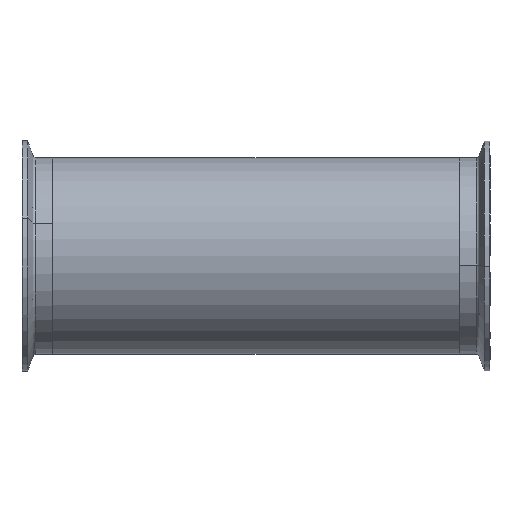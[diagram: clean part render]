
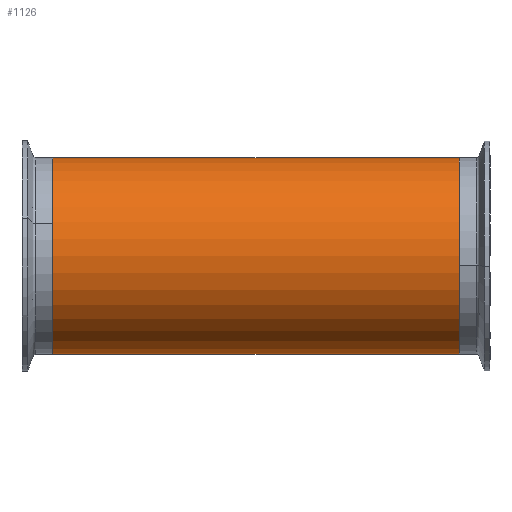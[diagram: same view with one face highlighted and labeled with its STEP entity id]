
A CAD part, front view. The second image highlights one B-rep face of the part: STEP entity #1126.
In plain terms, the highlighted cylindrical face has radius 50.8 mm (diameter 101.6 mm), a partial arc.
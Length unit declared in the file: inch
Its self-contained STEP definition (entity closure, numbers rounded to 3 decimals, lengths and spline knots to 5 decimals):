
#22 = CIRCLE ( 'NONE', #2159, 2. ) ;
#25 = DIRECTION ( 'NONE',  ( 0., 0., 1. ) ) ;
#49 = CARTESIAN_POINT ( 'NONE',  ( 4.12598, 0., 0. ) ) ;
#88 = AXIS2_PLACEMENT_3D ( 'NONE', #49, #1283, #25 ) ;
#233 = AXIS2_PLACEMENT_3D ( 'NONE', #2751, #2999, #1737 ) ;
#318 = CARTESIAN_POINT ( 'NONE',  ( -4.12598, 0., 0. ) ) ;
#484 = EDGE_CURVE ( 'NONE', #2270, #1909, #2533, .T. ) ;
#670 = VERTEX_POINT ( 'NONE', #2127 ) ;
#681 = LINE ( 'NONE', #1585, #2927 ) ;
#713 = ORIENTED_EDGE ( 'NONE', *, *, #484, .F. ) ;
#880 = ORIENTED_EDGE ( 'NONE', *, *, #1049, .T. ) ;
#1049 = EDGE_CURVE ( 'NONE', #2270, #1182, #681, .T. ) ;
#1068 = CARTESIAN_POINT ( 'NONE',  ( -4.12598, 0., 2. ) ) ;
#1126 = ADVANCED_FACE ( 'NONE', ( #2275 ), #1346, .T. ) ;
#1182 = VERTEX_POINT ( 'NONE', #1068 ) ;
#1281 = DIRECTION ( 'NONE',  ( 0., 0., -1. ) ) ;
#1283 = DIRECTION ( 'NONE',  ( -1., 0., 0. ) ) ;
#1346 = CYLINDRICAL_SURFACE ( 'NONE', #88, 2. ) ;
#1585 = CARTESIAN_POINT ( 'NONE',  ( 4.12598, 0., 2. ) ) ;
#1591 = EDGE_CURVE ( 'NONE', #1182, #670, #22, .T. ) ;
#1737 = DIRECTION ( 'NONE',  ( 0., 0., -1. ) ) ;
#1881 = DIRECTION ( 'NONE',  ( -1., 0., 0. ) ) ;
#1899 = ORIENTED_EDGE ( 'NONE', *, *, #3146, .F. ) ;
#1909 = VERTEX_POINT ( 'NONE', #3131 ) ;
#1986 = EDGE_LOOP ( 'NONE', ( #1899, #713, #880, #3077 ) ) ;
#2127 = CARTESIAN_POINT ( 'NONE',  ( -4.12598, 0., -2. ) ) ;
#2159 = AXIS2_PLACEMENT_3D ( 'NONE', #318, #2300, #1281 ) ;
#2270 = VERTEX_POINT ( 'NONE', #2485 ) ;
#2275 = FACE_OUTER_BOUND ( 'NONE', #1986, .T. ) ;
#2300 = DIRECTION ( 'NONE',  ( 1., 0., 0. ) ) ;
#2340 = CARTESIAN_POINT ( 'NONE',  ( 4.12598, 0., -2. ) ) ;
#2485 = CARTESIAN_POINT ( 'NONE',  ( 4.12598, 0., 2. ) ) ;
#2533 = CIRCLE ( 'NONE', #233, 2. ) ;
#2546 = LINE ( 'NONE', #2340, #3148 ) ;
#2751 = CARTESIAN_POINT ( 'NONE',  ( 4.12598, 0., 0. ) ) ;
#2794 = DIRECTION ( 'NONE',  ( -1., 0., 0. ) ) ;
#2927 = VECTOR ( 'NONE', #2794, 39.37008 ) ;
#2999 = DIRECTION ( 'NONE',  ( 1., 0., 0. ) ) ;
#3077 = ORIENTED_EDGE ( 'NONE', *, *, #1591, .T. ) ;
#3131 = CARTESIAN_POINT ( 'NONE',  ( 4.12598, 0., -2. ) ) ;
#3146 = EDGE_CURVE ( 'NONE', #1909, #670, #2546, .T. ) ;
#3148 = VECTOR ( 'NONE', #1881, 39.37008 ) ;
